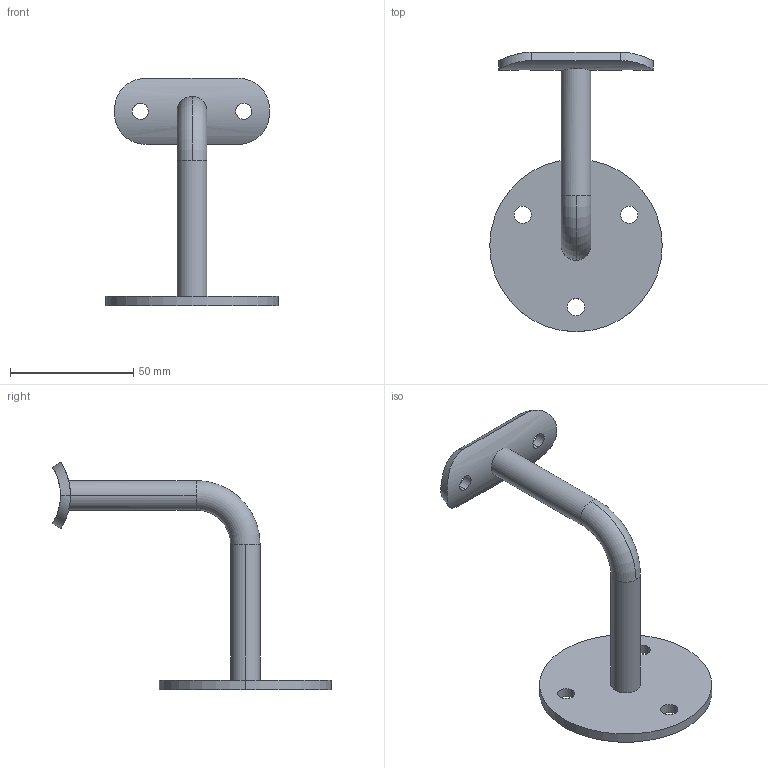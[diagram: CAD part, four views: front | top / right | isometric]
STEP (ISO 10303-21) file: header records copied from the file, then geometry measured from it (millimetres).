
FILE_DESCRIPTION (( 'STEP AP203' ), '1' );
FILE_NAME ('50301-ST-3.STEP', '2018-12-03T14:41:55', ( '' ), ( '' ), 'SwSTEP 2.0', 'SolidWorks 2015', '' );
FILE_SCHEMA (( 'CONFIG_CONTROL_DESIGN' ));
Length unit declared in the file: millimetre
Products named in the file (1): 50301-ST-3
Bounding box: 70 x 113.3 x 92.5 mm (x, y, z)
Volume: 36200.2 mm3; surface area: 17264.8 mm2
Topology: 1 solids, 1 shells, 258 faces, 693 edges, 462 vertices
Faces by surface type: plane 117, bspline 117, cylinder 22, torus 2
Entity records: 14794 total; most frequent: CARTESIAN_POINT 9047, ORIENTED_EDGE 1386, DIRECTION 751, EDGE_CURVE 693, VERTEX_POINT 462, LINE 411, VECTOR 411, EDGE_LOOP 293
